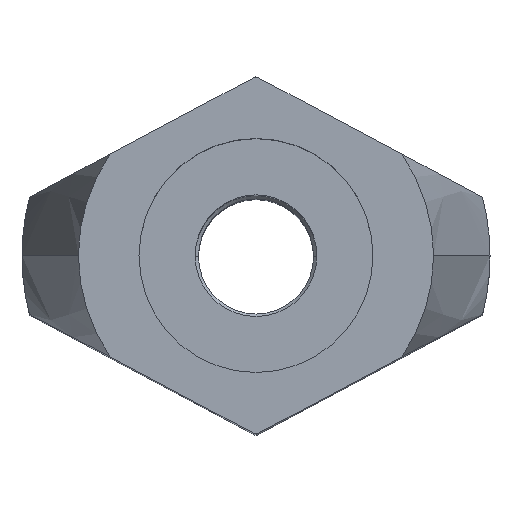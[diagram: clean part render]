
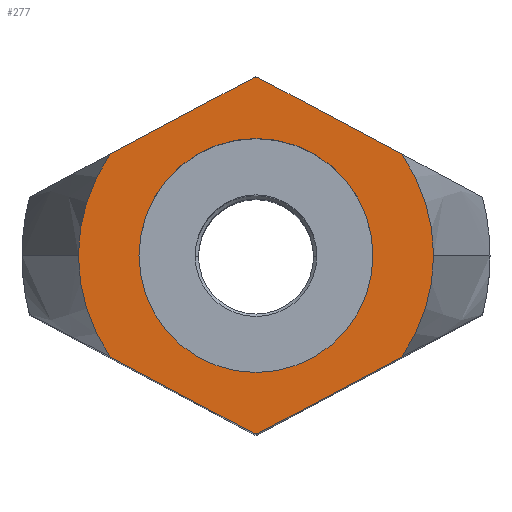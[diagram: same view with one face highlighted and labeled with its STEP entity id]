
A CAD part, top view. The second image highlights one B-rep face of the part: STEP entity #277.
In plain terms, the highlighted planar face has unit normal (0, 0, 1).
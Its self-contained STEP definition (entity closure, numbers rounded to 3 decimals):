
#231=EDGE_CURVE('',#479,#447,#570,.T.);
#243=EDGE_CURVE('',#265,#303,#584,.T.);
#245=EDGE_CURVE('',#283,#485,#586,.T.);
#251=EDGE_CURVE('',#383,#267,#593,.T.);
#253=EDGE_CURVE('',#267,#297,#595,.T.);
#257=EDGE_CURVE('',#447,#283,#599,.T.);
#261=EDGE_CURVE('',#303,#265,#603,.T.);
#265=VERTEX_POINT('',#607);
#267=VERTEX_POINT('',#609);
#277=ADVANCED_FACE('',(#620,#621),#622,.T.);
#279=VERTEX_POINT('',#624);
#283=VERTEX_POINT('',#628);
#297=VERTEX_POINT('',#642);
#299=EDGE_CURVE('',#297,#347,#644,.T.);
#303=VERTEX_POINT('',#648);
#319=EDGE_CURVE('',#391,#279,#666,.T.);
#337=EDGE_CURVE('',#347,#479,#686,.T.);
#347=VERTEX_POINT('',#696);
#383=VERTEX_POINT('',#739);
#391=VERTEX_POINT('',#748);
#447=VERTEX_POINT('',#810);
#449=EDGE_CURVE('',#279,#383,#812,.T.);
#471=EDGE_CURVE('',#485,#391,#837,.T.);
#479=VERTEX_POINT('',#847);
#485=VERTEX_POINT('',#854);
#570=CIRCLE('',#956,7.588);
#584=CIRCLE('',#973,5.0);
#586=LINE('',#976,#977);
#593=CIRCLE('',#987,7.588);
#595=LINE('',#990,#991);
#599=CIRCLE('',#998,7.588);
#603=CIRCLE('',#1013,5.0);
#607=CARTESIAN_POINT('',(-5.0,0.,25.0));
#609=CARTESIAN_POINT('',(-6.222,-4.344,25.0));
#620=FACE_OUTER_BOUND('',#1044,.T.);
#621=FACE_BOUND('',#1045,.T.);
#622=PLANE('',#1046);
#624=CARTESIAN_POINT('',(-6.222,4.344,25.0));
#628=CARTESIAN_POINT('',(6.222,4.344,25.0));
#642=CARTESIAN_POINT('',(-0.122,-7.587,25.0));
#644=CIRCLE('',#1088,7.588);
#648=CARTESIAN_POINT('',(5.0,0.0,25.0));
#666=LINE('',#1134,#1135);
#686=LINE('',#1158,#1159);
#696=CARTESIAN_POINT('',(0.122,-7.587,25.0));
#739=CARTESIAN_POINT('',(-7.588,0.,25.0));
#748=CARTESIAN_POINT('',(-0.122,7.587,25.0));
#810=CARTESIAN_POINT('',(7.588,0.,25.0));
#812=CIRCLE('',#1323,7.588);
#837=CIRCLE('',#1364,7.588);
#847=CARTESIAN_POINT('',(6.222,-4.344,25.0));
#854=CARTESIAN_POINT('',(0.122,7.587,25.0));
#956=AXIS2_PLACEMENT_3D('',#1489,#1490,#1491);
#973=AXIS2_PLACEMENT_3D('',#1506,#1507,#1508);
#976=CARTESIAN_POINT('',(0.692,7.284,25.0));
#977=VECTOR('',#1509,1.0);
#987=AXIS2_PLACEMENT_3D('',#1519,#1520,#1521);
#990=CARTESIAN_POINT('',(-3.65,-5.711,25.0));
#991=VECTOR('',#1522,1.0);
#998=AXIS2_PLACEMENT_3D('',#1524,#1525,#1526);
#1013=AXIS2_PLACEMENT_3D('',#1527,#1528,#1529);
#1044=EDGE_LOOP('',(#1541,#1542,#1543,#1544,#1545,#1546,#1547,#1548,#1549,#1550));
#1045=EDGE_LOOP('',(#1551,#1552));
#1046=AXIS2_PLACEMENT_3D('',#1553,#1554,#1555);
#1088=AXIS2_PLACEMENT_3D('',#1568,#1569,#1570);
#1134=CARTESIAN_POINT('',(-3.65,5.711,25.0));
#1135=VECTOR('',#1593,1.0);
#1158=CARTESIAN_POINT('',(0.692,-7.284,25.0));
#1159=VECTOR('',#1610,1.0);
#1323=AXIS2_PLACEMENT_3D('',#1764,#1765,#1766);
#1364=AXIS2_PLACEMENT_3D('',#1800,#1801,#1802);
#1489=CARTESIAN_POINT('',(0.,0.,25.0));
#1490=DIRECTION('',(0.,0.,1.0));
#1491=DIRECTION('',(-1.0,0.,-0.0));
#1506=CARTESIAN_POINT('',(0.0,0.0,25.0));
#1507=DIRECTION('',(0.,0.,-1.0));
#1508=DIRECTION('',(1.0,0.,0.));
#1509=DIRECTION('',(-0.883,0.469,0.));
#1519=CARTESIAN_POINT('',(0.,0.,25.0));
#1520=DIRECTION('',(0.,0.,1.0));
#1521=DIRECTION('',(-1.0,0.,-0.0));
#1522=DIRECTION('',(0.883,-0.469,0.));
#1524=CARTESIAN_POINT('',(0.,0.,25.0));
#1525=DIRECTION('',(0.,0.,1.0));
#1526=DIRECTION('',(-1.0,0.,-0.0));
#1527=CARTESIAN_POINT('',(0.0,0.0,25.0));
#1528=DIRECTION('',(0.,0.,-1.0));
#1529=DIRECTION('',(1.0,0.,0.));
#1541=ORIENTED_EDGE('',*,*,#319,.T.);
#1542=ORIENTED_EDGE('',*,*,#449,.T.);
#1543=ORIENTED_EDGE('',*,*,#251,.T.);
#1544=ORIENTED_EDGE('',*,*,#253,.T.);
#1545=ORIENTED_EDGE('',*,*,#299,.T.);
#1546=ORIENTED_EDGE('',*,*,#337,.T.);
#1547=ORIENTED_EDGE('',*,*,#231,.T.);
#1548=ORIENTED_EDGE('',*,*,#257,.T.);
#1549=ORIENTED_EDGE('',*,*,#245,.T.);
#1550=ORIENTED_EDGE('',*,*,#471,.T.);
#1551=ORIENTED_EDGE('',*,*,#261,.T.);
#1552=ORIENTED_EDGE('',*,*,#243,.T.);
#1553=CARTESIAN_POINT('',(-3.794,0.,25.0));
#1554=DIRECTION('',(0.,0.,1.0));
#1555=DIRECTION('',(-1.0,0.,0.));
#1568=CARTESIAN_POINT('',(0.,0.,25.0));
#1569=DIRECTION('',(0.,0.,1.0));
#1570=DIRECTION('',(-1.0,0.,-0.0));
#1593=DIRECTION('',(-0.883,-0.469,0.));
#1610=DIRECTION('',(0.883,0.469,0.));
#1764=CARTESIAN_POINT('',(0.,0.,25.0));
#1765=DIRECTION('',(0.,0.,1.0));
#1766=DIRECTION('',(-1.0,0.,-0.0));
#1800=CARTESIAN_POINT('',(0.,0.,25.0));
#1801=DIRECTION('',(0.,0.,1.0));
#1802=DIRECTION('',(-1.0,0.,-0.0));
